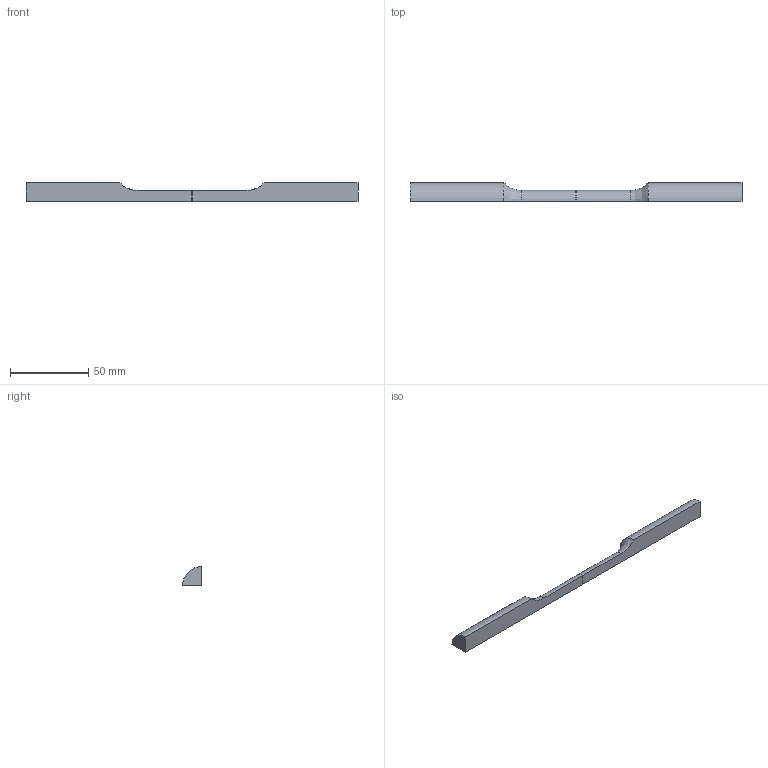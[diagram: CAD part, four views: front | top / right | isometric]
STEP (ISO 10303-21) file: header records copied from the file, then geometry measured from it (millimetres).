
FILE_DESCRIPTION(('FreeCAD Model'),'2;1');
FILE_NAME('Open CASCADE Shape Model','2023-01-29T13:42:06',(''),(''), 'Open CASCADE STEP processor 7.6','FreeCAD','Unknown');
FILE_SCHEMA(('AUTOMOTIVE_DESIGN { 1 0 10303 214 1 1 1 1 }'));
Length unit declared in the file: millimetre
Products named in the file (1): BooleanFragments
Bounding box: 212.38 x 12 x 12 mm (x, y, z)
Volume: 17582 mm3; surface area: 7921.7 mm2
Topology: 2 solids, 2 shells, 14 faces, 40 edges, 40 vertices
Faces by surface type: plane 8, cylinder 4, revolution 2
Entity records: 938 total; most frequent: CARTESIAN_POINT 183, DIRECTION 143, LINE 73, VECTOR 73, ORIENTED_EDGE 60, PCURVE 60, DEFINITIONAL_REPRESENTATION 60, AXIS2_PLACEMENT_3D 32
